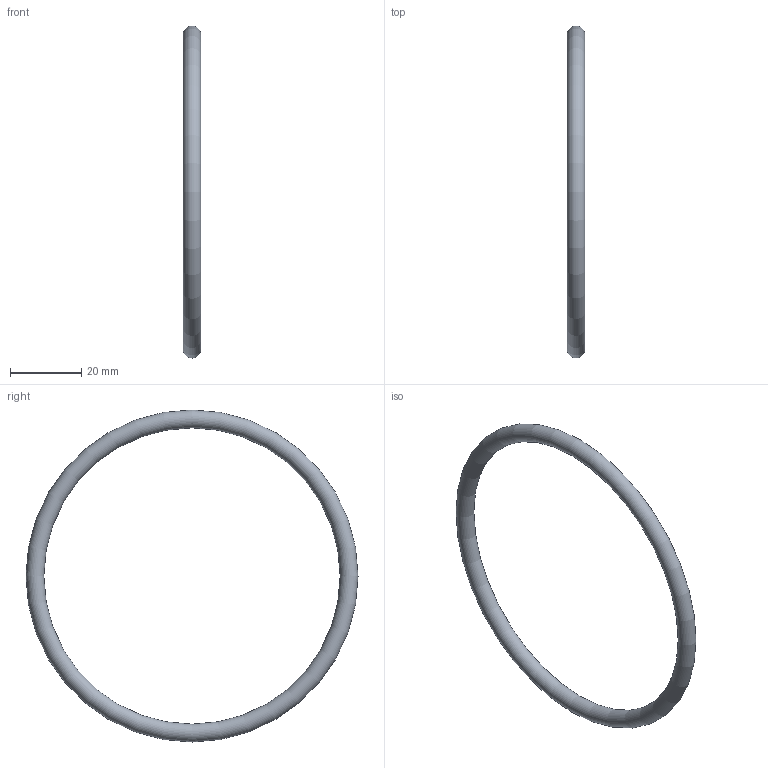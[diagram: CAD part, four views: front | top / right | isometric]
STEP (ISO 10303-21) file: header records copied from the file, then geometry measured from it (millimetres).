
FILE_DESCRIPTION((''),'2;1');
FILE_NAME('10117080X300.stp','2010-09-03T11:41:37',('thilbrands'),(''),'Autodesk Inventor 2008','Autodesk Inventor 2008','');
FILE_SCHEMA(('AUTOMOTIVE_DESIGN { 1 0 10303 214 1 1 1 1 }'));
Length unit declared in the file: millimetre
Products named in the file (1): 10117010X300
Bounding box: 5 x 93 x 93 mm (x, y, z)
Volume: 5428.3 mm3; surface area: 4342.6 mm2
Topology: 1 solids, 1 shells, 1 faces, 2 edges, 1 vertices
Faces by surface type: torus 1
Entity records: 60 total; most frequent: DIRECTION 8, CARTESIAN_POINT 5, AXIS2_PLACEMENT_3D 4, ORIENTED_EDGE 4, DIMENSIONAL_EXPONENTS 2, PLANE_ANGLE_MEASURE_WITH_UNIT 2, UNCERTAINTY_MEASURE_WITH_UNIT 2, CIRCLE 2
